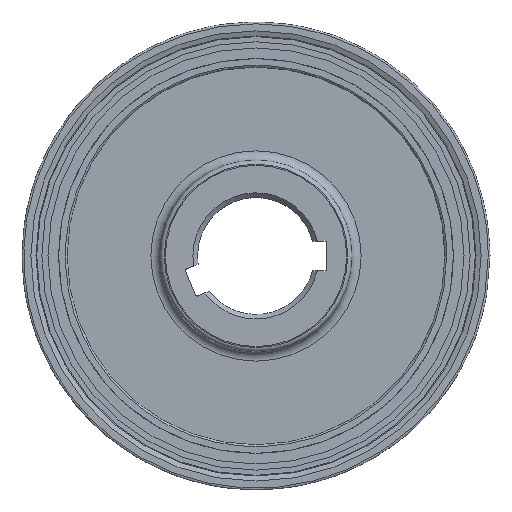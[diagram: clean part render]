
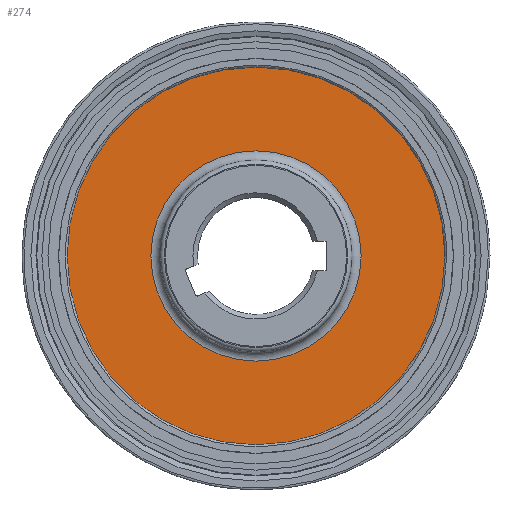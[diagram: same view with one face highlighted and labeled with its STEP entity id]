
A CAD part, top view. The second image highlights one B-rep face of the part: STEP entity #274.
In plain terms, the highlighted planar face has unit normal (0, 0, 1).
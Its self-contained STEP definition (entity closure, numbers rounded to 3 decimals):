
#102=PLANE('',#1041);
#137=FACE_BOUND('',#382,.T.);
#138=FACE_BOUND('',#383,.T.);
#274=ADVANCED_FACE('',(#137,#138),#102,.T.);
#382=EDGE_LOOP('',(#583));
#383=EDGE_LOOP('',(#584));
#583=ORIENTED_EDGE('',*,*,#851,.T.);
#584=ORIENTED_EDGE('',*,*,#850,.F.);
#762=VERTEX_POINT('',#1537);
#763=VERTEX_POINT('',#1540);
#850=EDGE_CURVE('',#762,#762,#932,.T.);
#851=EDGE_CURVE('',#763,#763,#933,.T.);
#932=CIRCLE('',#1038,46.503);
#933=CIRCLE('',#1040,22.826);
#1038=AXIS2_PLACEMENT_3D('',#1536,#1228,#1229);
#1040=AXIS2_PLACEMENT_3D('',#1539,#1232,#1233);
#1041=AXIS2_PLACEMENT_3D('',#1541,#1234,#1235);
#1228=DIRECTION('',(0.,0.,-1.));
#1229=DIRECTION('',(-1.,0.,0.));
#1232=DIRECTION('',(0.,0.,-1.));
#1233=DIRECTION('',(-1.,0.,0.));
#1234=DIRECTION('',(0.,0.,1.));
#1235=DIRECTION('',(-1.,0.,0.));
#1536=CARTESIAN_POINT('',(0.,0.,-4.438));
#1537=CARTESIAN_POINT('',(-46.503,0.,-4.438));
#1539=CARTESIAN_POINT('',(0.,0.,-4.438));
#1540=CARTESIAN_POINT('',(-22.826,0.,-4.438));
#1541=CARTESIAN_POINT('',(46.503,0.,-4.438));
